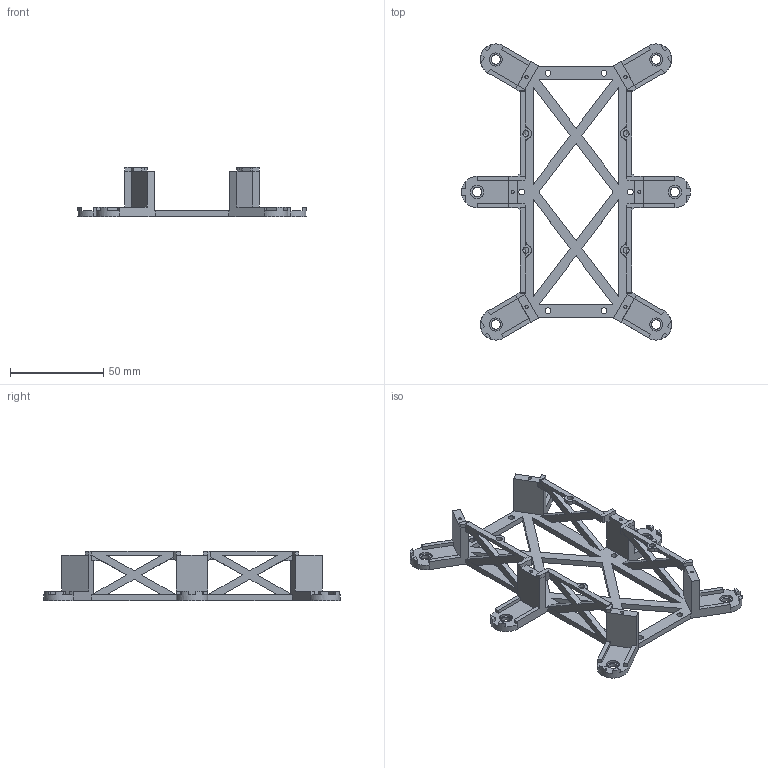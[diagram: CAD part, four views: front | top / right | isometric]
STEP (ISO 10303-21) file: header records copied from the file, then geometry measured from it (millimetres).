
FILE_DESCRIPTION(('FreeCAD Model'),'2;1');
FILE_NAME('Open CASCADE Shape Model','2024-12-05T21:19:44',(''),(''), 'Open CASCADE STEP processor 7.6','FreeCAD','Unknown');
FILE_SCHEMA(('AUTOMOTIVE_DESIGN { 1 0 10303 214 1 1 1 1 }'));
Length unit declared in the file: millimetre
Products named in the file (1): Pad001011
Bounding box: 122.7 x 158.7 x 26.3 mm (x, y, z)
Volume: 35471.8 mm3; surface area: 30862.4 mm2
Topology: 1 solids, 1 shells, 392 faces, 1160 edges, 752 vertices
Faces by surface type: plane 328, cylinder 64
Full cylindrical faces by diameter (mm): 1.7 x6, 3.2 x10, 5.6 x6
Entity records: 28450 total; most frequent: CARTESIAN_POINT 5233, DIRECTION 4326, LINE 3136, VECTOR 3136, ORIENTED_EDGE 2320, PCURVE 2320, DEFINITIONAL_REPRESENTATION 2320, EDGE_CURVE 1160
